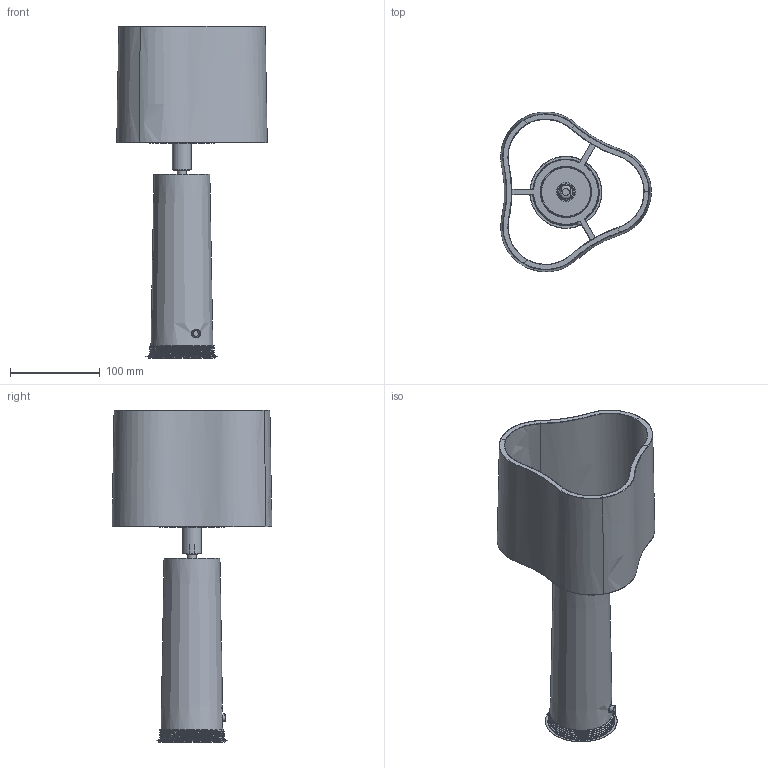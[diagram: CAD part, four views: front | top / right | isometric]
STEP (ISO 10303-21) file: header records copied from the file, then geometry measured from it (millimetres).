
FILE_DESCRIPTION(('HOOPS Exchange Step'),'2;1');
FILE_NAME('temp_export','2023-04-06T16:49:01+05:30',('mobile'),('Shapr3D Limited'),'HOOPS Exchange 2022.2','Shapr3D','Authorized');
FILE_SCHEMA( ('AUTOMOTIVE_DESIGN { 1 0 10303 214 1 1 1 1 }') );
Length unit declared in the file: millimetre
Products named in the file (3): bulb holder.step; COY; root
Assembly tree (2 placements, depth 3):
  root
    COY
      bulb holder.step
Bounding box: 167.49 x 177.87 x 369.4 mm (x, y, z)
Volume: 901741.9 mm3; surface area: 291297.3 mm2
Topology: 7 solids, 7 shells, 268 faces, 676 edges, 422 vertices
Faces by surface type: cylinder 97, bspline 62, plane 54, torus 45, cone 10
Full cylindrical faces by diameter (mm): 5 x2, 8 x1, 10 x2, 12 x2, 15.5 x1, 18 x1, 21 x1, 52.5 x1, 53.978 x1, 55 x4, 57 x6, 57.5 x1, 65 x1, 72 x6, 74 x1
Entity records: 62803 total; most frequent: CARTESIAN_POINT 56755, ORIENTED_EDGE 1340, DIRECTION 1118, EDGE_CURVE 670, AXIS2_PLACEMENT_3D 465, VERTEX_POINT 421, EDGE_LOOP 289, FACE_BOUND 289
